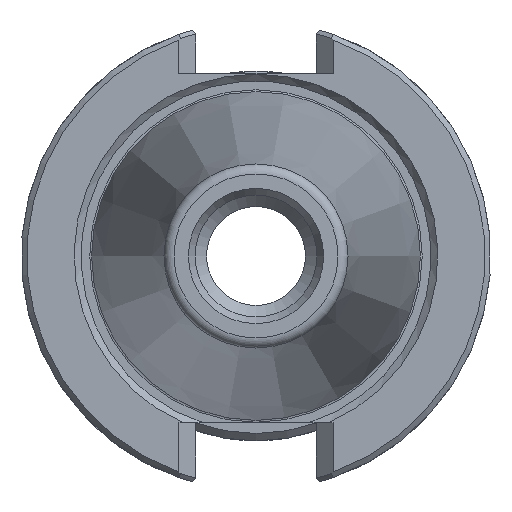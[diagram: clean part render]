
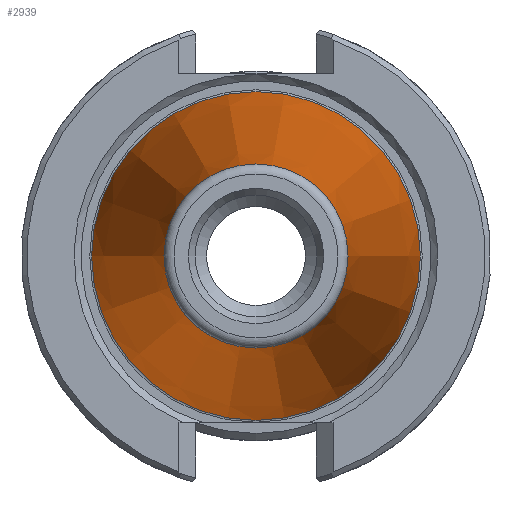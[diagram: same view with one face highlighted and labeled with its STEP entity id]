
A CAD part, left-side view. The second image highlights one B-rep face of the part: STEP entity #2939.
In plain terms, the highlighted conical face has half-angle 8.297 degrees and reference radius 17.248 mm.
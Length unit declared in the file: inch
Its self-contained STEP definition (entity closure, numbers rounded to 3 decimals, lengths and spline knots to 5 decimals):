
#2793=CARTESIAN_POINT('',(0.0,0.875,0.0));
#2794=VERTEX_POINT('',#2793);
#2795=CARTESIAN_POINT('',(0.0,0.0,0.0));
#2796=DIRECTION('',(1.0,0.,0.0));
#2797=DIRECTION('',(0.,1.0,0.0));
#2798=AXIS2_PLACEMENT_3D('',#2795,#2796,#2797);
#2799=CIRCLE('',#2798,0.875);
#2800=EDGE_CURVE('',#2794,#2794,#2799,.T.);
#2904=CARTESIAN_POINT('',(-2.64129,0.48982,0.));
#2905=VERTEX_POINT('',#2904);
#2906=CARTESIAN_POINT('',(-2.64129,0.,0.));
#2907=DIRECTION('',(-1.0,0.0,0.0));
#2908=DIRECTION('',(0.0,-1.0,0.0));
#2909=AXIS2_PLACEMENT_3D('',#2906,#2907,#2908);
#2910=CIRCLE('',#2909,0.48982);
#2911=EDGE_CURVE('',#2905,#2905,#2910,.T.);
#2928=CARTESIAN_POINT('',(-1.34375,0.0,0.0));
#2929=DIRECTION('',(1.0,0.0,0.0));
#2930=DIRECTION('',(0.,1.0,0.0));
#2931=AXIS2_PLACEMENT_3D('',#2928,#2929,#2930);
#2932=CONICAL_SURFACE('',#2931,0.67904,8.297);
#2933=ORIENTED_EDGE('',*,*,#2800,.F.);
#2934=EDGE_LOOP('',(#2933));
#2935=FACE_OUTER_BOUND('',#2934,.T.);
#2936=ORIENTED_EDGE('',*,*,#2911,.F.);
#2937=EDGE_LOOP('',(#2936));
#2938=FACE_BOUND('',#2937,.T.);
#2939=ADVANCED_FACE('',(#2935,#2938),#2932,.T.);
